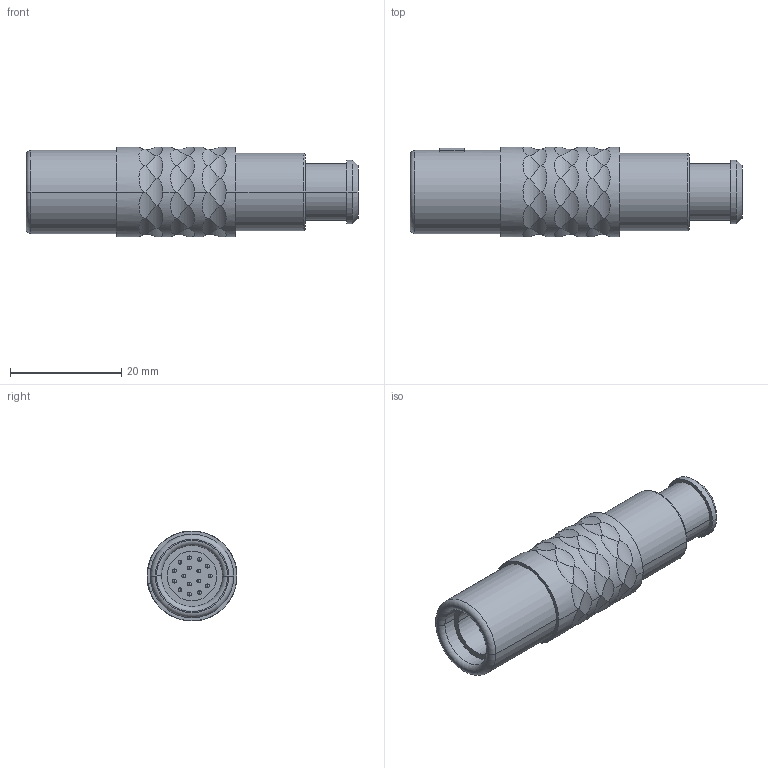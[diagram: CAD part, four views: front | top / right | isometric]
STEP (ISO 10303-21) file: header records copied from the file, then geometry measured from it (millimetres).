
FILE_DESCRIPTION((''),'2;1');
FILE_NAME('S22KAC-P16M','2013-01-30T',('rtrager'),(''),'PRO/ENGINEER BY PARAMETRIC TECHNOLOGY CORPORATION, 2010330','PRO/ENGINEER BY PARAMETRIC TECHNOLOGY CORPORATION, 2010330','');
FILE_SCHEMA(('CONFIG_CONTROL_DESIGN'));
Length unit declared in the file: millimetre
Products named in the file (1): S22KAC-P16M
Bounding box: 59.8 x 16.2 x 16.2 mm (x, y, z)
Volume: 6945.9 mm3; surface area: 4923.8 mm2
Topology: 1 solids, 1 shells, 340 faces, 881 edges, 554 vertices
Faces by surface type: cylinder 218, plane 57, sphere 32, torus 22, bspline 9, cone 2
Entity records: 14100 total; most frequent: CARTESIAN_POINT 6150, ORIENTED_EDGE 1698, DIRECTION 1595, EDGE_CURVE 849, AXIS2_PLACEMENT_3D 682, VERTEX_POINT 554, EDGE_LOOP 383, CIRCLE 351
